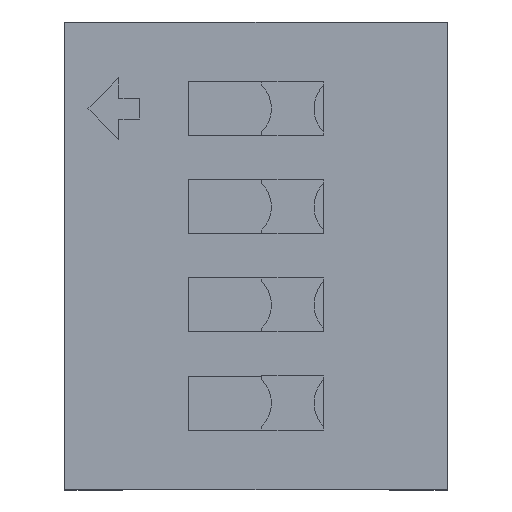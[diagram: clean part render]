
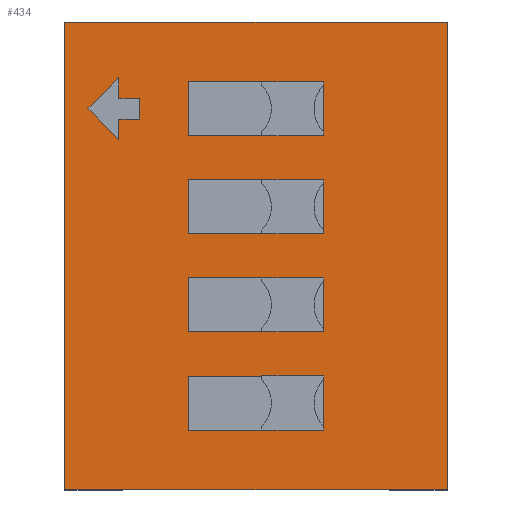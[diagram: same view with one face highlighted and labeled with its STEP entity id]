
A CAD part, top view. The second image highlights one B-rep face of the part: STEP entity #434.
In plain terms, the highlighted planar face has unit normal (0, 0, 1).
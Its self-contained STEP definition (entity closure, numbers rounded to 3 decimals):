
#27=VECTOR('',#28,1.);
#28=DIRECTION('',(-1.,0.,0.));
#46=DIRECTION('',(0.,-1.,0.));
#56=VECTOR('',#46,1.);
#70=DIRECTION('',(0.,0.,-1.));
#76=VERTEX_POINT('',#77);
#77=CARTESIAN_POINT('',(-1.14,2.245,3.));
#80=EDGE_CURVE('',#76,#81,#83,.T.);
#81=VERTEX_POINT('',#82);
#82=CARTESIAN_POINT('',(-1.14,-9.865,3.));
#83=LINE('',#77,#56);
#103=DIRECTION('',(1.,0.,0.));
#113=VECTOR('',#114,1.);
#114=DIRECTION('',(0.,1.,0.));
#120=VECTOR('',#103,1.);
#367=VERTEX_POINT('',#368);
#368=CARTESIAN_POINT('',(8.76,2.245,3.));
#371=EDGE_CURVE('',#367,#76,#372,.T.);
#372=LINE('',#368,#27);
#414=EDGE_CURVE('',#81,#415,#417,.T.);
#415=VERTEX_POINT('',#416);
#416=CARTESIAN_POINT('',(8.76,-9.865,3.));
#417=LINE('',#82,#120);
#434=ADVANCED_FACE('',(#435,#443,#481,#519,#557,#598),#636,.F.);
#435=FACE_BOUND('',#436,.F.);
#436=EDGE_LOOP('',(#437,#440,#441,#442));
#437=ORIENTED_EDGE('',*,*,#438,.F.);
#438=EDGE_CURVE('',#415,#367,#439,.T.);
#439=LINE('',#416,#113);
#440=ORIENTED_EDGE('',*,*,#414,.F.);
#441=ORIENTED_EDGE('',*,*,#80,.F.);
#442=ORIENTED_EDGE('',*,*,#371,.F.);
#443=FACE_BOUND('',#444,.F.);
#444=EDGE_LOOP('',(#445,#452,#456,#460,#465,#469,#474,#479));
#445=ORIENTED_EDGE('',*,*,#446,.T.);
#446=EDGE_CURVE('',#447,#449,#451,.T.);
#447=VERTEX_POINT('',#448);
#448=CARTESIAN_POINT('',(5.56,-3.24,3.));
#449=VERTEX_POINT('',#450);
#450=CARTESIAN_POINT('',(5.56,-3.142,3.));
#451=LINE('',#448,#113);
#452=ORIENTED_EDGE('',*,*,#453,.T.);
#453=EDGE_CURVE('',#449,#454,#451,.T.);
#454=VERTEX_POINT('',#455);
#455=CARTESIAN_POINT('',(5.56,-1.938,3.));
#456=ORIENTED_EDGE('',*,*,#457,.T.);
#457=EDGE_CURVE('',#454,#458,#451,.T.);
#458=VERTEX_POINT('',#459);
#459=CARTESIAN_POINT('',(5.56,-1.84,3.));
#460=ORIENTED_EDGE('',*,*,#461,.T.);
#461=EDGE_CURVE('',#458,#462,#464,.T.);
#462=VERTEX_POINT('',#463);
#463=CARTESIAN_POINT('',(3.96,-1.84,3.));
#464=LINE('',#459,#27);
#465=ORIENTED_EDGE('',*,*,#466,.T.);
#466=EDGE_CURVE('',#462,#467,#464,.T.);
#467=VERTEX_POINT('',#468);
#468=CARTESIAN_POINT('',(2.06,-1.84,3.));
#469=ORIENTED_EDGE('',*,*,#470,.T.);
#470=EDGE_CURVE('',#467,#471,#473,.T.);
#471=VERTEX_POINT('',#472);
#472=CARTESIAN_POINT('',(2.06,-3.24,3.));
#473=LINE('',#468,#56);
#474=ORIENTED_EDGE('',*,*,#475,.T.);
#475=EDGE_CURVE('',#471,#476,#478,.T.);
#476=VERTEX_POINT('',#477);
#477=CARTESIAN_POINT('',(3.96,-3.24,3.));
#478=LINE('',#472,#120);
#479=ORIENTED_EDGE('',*,*,#480,.T.);
#480=EDGE_CURVE('',#476,#447,#478,.T.);
#481=FACE_BOUND('',#482,.F.);
#482=EDGE_LOOP('',(#483,#490,#494,#499,#503,#507,#512,#516));
#483=ORIENTED_EDGE('',*,*,#484,.T.);
#484=EDGE_CURVE('',#485,#487,#489,.T.);
#485=VERTEX_POINT('',#486);
#486=CARTESIAN_POINT('',(2.06,-8.32,3.));
#487=VERTEX_POINT('',#488);
#488=CARTESIAN_POINT('',(3.96,-8.32,3.));
#489=LINE('',#486,#120);
#490=ORIENTED_EDGE('',*,*,#491,.T.);
#491=EDGE_CURVE('',#487,#492,#489,.T.);
#492=VERTEX_POINT('',#493);
#493=CARTESIAN_POINT('',(5.56,-8.32,3.));
#494=ORIENTED_EDGE('',*,*,#495,.T.);
#495=EDGE_CURVE('',#492,#496,#498,.T.);
#496=VERTEX_POINT('',#497);
#497=CARTESIAN_POINT('',(5.56,-8.222,3.));
#498=LINE('',#493,#113);
#499=ORIENTED_EDGE('',*,*,#500,.T.);
#500=EDGE_CURVE('',#496,#501,#498,.T.);
#501=VERTEX_POINT('',#502);
#502=CARTESIAN_POINT('',(5.56,-7.018,3.));
#503=ORIENTED_EDGE('',*,*,#504,.T.);
#504=EDGE_CURVE('',#501,#505,#498,.T.);
#505=VERTEX_POINT('',#506);
#506=CARTESIAN_POINT('',(5.56,-6.92,3.));
#507=ORIENTED_EDGE('',*,*,#508,.T.);
#508=EDGE_CURVE('',#505,#509,#511,.T.);
#509=VERTEX_POINT('',#510);
#510=CARTESIAN_POINT('',(3.96,-6.92,3.));
#511=LINE('',#506,#27);
#512=ORIENTED_EDGE('',*,*,#513,.T.);
#513=EDGE_CURVE('',#509,#514,#511,.T.);
#514=VERTEX_POINT('',#515);
#515=CARTESIAN_POINT('',(2.06,-6.92,3.));
#516=ORIENTED_EDGE('',*,*,#517,.T.);
#517=EDGE_CURVE('',#514,#485,#518,.T.);
#518=LINE('',#515,#56);
#519=FACE_BOUND('',#520,.F.);
#520=EDGE_LOOP('',(#521,#528,#532,#536,#541,#545,#550,#555));
#521=ORIENTED_EDGE('',*,*,#522,.T.);
#522=EDGE_CURVE('',#523,#525,#527,.T.);
#523=VERTEX_POINT('',#524);
#524=CARTESIAN_POINT('',(5.56,-5.78,3.));
#525=VERTEX_POINT('',#526);
#526=CARTESIAN_POINT('',(5.56,-5.682,3.));
#527=LINE('',#524,#113);
#528=ORIENTED_EDGE('',*,*,#529,.T.);
#529=EDGE_CURVE('',#525,#530,#527,.T.);
#530=VERTEX_POINT('',#531);
#531=CARTESIAN_POINT('',(5.56,-4.478,3.));
#532=ORIENTED_EDGE('',*,*,#533,.T.);
#533=EDGE_CURVE('',#530,#534,#527,.T.);
#534=VERTEX_POINT('',#535);
#535=CARTESIAN_POINT('',(5.56,-4.38,3.));
#536=ORIENTED_EDGE('',*,*,#537,.T.);
#537=EDGE_CURVE('',#534,#538,#540,.T.);
#538=VERTEX_POINT('',#539);
#539=CARTESIAN_POINT('',(3.96,-4.38,3.));
#540=LINE('',#535,#27);
#541=ORIENTED_EDGE('',*,*,#542,.T.);
#542=EDGE_CURVE('',#538,#543,#540,.T.);
#543=VERTEX_POINT('',#544);
#544=CARTESIAN_POINT('',(2.06,-4.38,3.));
#545=ORIENTED_EDGE('',*,*,#546,.T.);
#546=EDGE_CURVE('',#543,#547,#549,.T.);
#547=VERTEX_POINT('',#548);
#548=CARTESIAN_POINT('',(2.06,-5.78,3.));
#549=LINE('',#544,#56);
#550=ORIENTED_EDGE('',*,*,#551,.T.);
#551=EDGE_CURVE('',#547,#552,#554,.T.);
#552=VERTEX_POINT('',#553);
#553=CARTESIAN_POINT('',(3.96,-5.78,3.));
#554=LINE('',#548,#120);
#555=ORIENTED_EDGE('',*,*,#556,.T.);
#556=EDGE_CURVE('',#552,#523,#554,.T.);
#557=FACE_BOUND('',#558,.F.);
#558=EDGE_LOOP('',(#559,#566,#571,#576,#583,#590,#595));
#559=ORIENTED_EDGE('',*,*,#560,.T.);
#560=EDGE_CURVE('',#561,#563,#565,.T.);
#561=VERTEX_POINT('',#562);
#562=CARTESIAN_POINT('',(0.793,-0.267,3.));
#563=VERTEX_POINT('',#564);
#564=CARTESIAN_POINT('',(0.793,0.267,3.));
#565=LINE('',#562,#113);
#566=ORIENTED_EDGE('',*,*,#567,.T.);
#567=EDGE_CURVE('',#563,#568,#570,.T.);
#568=VERTEX_POINT('',#569);
#569=CARTESIAN_POINT('',(0.26,0.267,3.));
#570=LINE('',#564,#27);
#571=ORIENTED_EDGE('',*,*,#572,.T.);
#572=EDGE_CURVE('',#568,#573,#575,.T.);
#573=VERTEX_POINT('',#574);
#574=CARTESIAN_POINT('',(0.26,0.8,3.));
#575=LINE('',#569,#113);
#576=ORIENTED_EDGE('',*,*,#577,.T.);
#577=EDGE_CURVE('',#573,#578,#580,.T.);
#578=VERTEX_POINT('',#579);
#579=CARTESIAN_POINT('',(-0.54,0.,3.));
#580=LINE('',#574,#581);
#581=VECTOR('',#582,1.);
#582=DIRECTION('',(-0.707,-0.707,0.));
#583=ORIENTED_EDGE('',*,*,#584,.T.);
#584=EDGE_CURVE('',#578,#585,#587,.T.);
#585=VERTEX_POINT('',#586);
#586=CARTESIAN_POINT('',(0.26,-0.8,3.));
#587=LINE('',#579,#588);
#588=VECTOR('',#589,1.);
#589=DIRECTION('',(0.707,-0.707,0.));
#590=ORIENTED_EDGE('',*,*,#591,.T.);
#591=EDGE_CURVE('',#585,#592,#594,.T.);
#592=VERTEX_POINT('',#593);
#593=CARTESIAN_POINT('',(0.26,-0.267,3.));
#594=LINE('',#586,#113);
#595=ORIENTED_EDGE('',*,*,#596,.T.);
#596=EDGE_CURVE('',#592,#561,#597,.T.);
#597=LINE('',#593,#120);
#598=FACE_BOUND('',#599,.F.);
#599=EDGE_LOOP('',(#600,#607,#611,#615,#620,#624,#629,#634));
#600=ORIENTED_EDGE('',*,*,#601,.T.);
#601=EDGE_CURVE('',#602,#604,#606,.T.);
#602=VERTEX_POINT('',#603);
#603=CARTESIAN_POINT('',(5.56,-0.7,3.));
#604=VERTEX_POINT('',#605);
#605=CARTESIAN_POINT('',(5.56,-0.602,3.));
#606=LINE('',#603,#113);
#607=ORIENTED_EDGE('',*,*,#608,.T.);
#608=EDGE_CURVE('',#604,#609,#606,.T.);
#609=VERTEX_POINT('',#610);
#610=CARTESIAN_POINT('',(5.56,0.602,3.));
#611=ORIENTED_EDGE('',*,*,#612,.T.);
#612=EDGE_CURVE('',#609,#613,#606,.T.);
#613=VERTEX_POINT('',#614);
#614=CARTESIAN_POINT('',(5.56,0.7,3.));
#615=ORIENTED_EDGE('',*,*,#616,.T.);
#616=EDGE_CURVE('',#613,#617,#619,.T.);
#617=VERTEX_POINT('',#618);
#618=CARTESIAN_POINT('',(3.96,0.7,3.));
#619=LINE('',#614,#27);
#620=ORIENTED_EDGE('',*,*,#621,.T.);
#621=EDGE_CURVE('',#617,#622,#619,.T.);
#622=VERTEX_POINT('',#623);
#623=CARTESIAN_POINT('',(2.06,0.7,3.));
#624=ORIENTED_EDGE('',*,*,#625,.T.);
#625=EDGE_CURVE('',#622,#626,#628,.T.);
#626=VERTEX_POINT('',#627);
#627=CARTESIAN_POINT('',(2.06,-0.7,3.));
#628=LINE('',#623,#56);
#629=ORIENTED_EDGE('',*,*,#630,.T.);
#630=EDGE_CURVE('',#626,#631,#633,.T.);
#631=VERTEX_POINT('',#632);
#632=CARTESIAN_POINT('',(3.96,-0.7,3.));
#633=LINE('',#627,#120);
#634=ORIENTED_EDGE('',*,*,#635,.T.);
#635=EDGE_CURVE('',#631,#602,#633,.T.);
#636=PLANE('',#637);
#637=AXIS2_PLACEMENT_3D('',#416,#70,#46);
